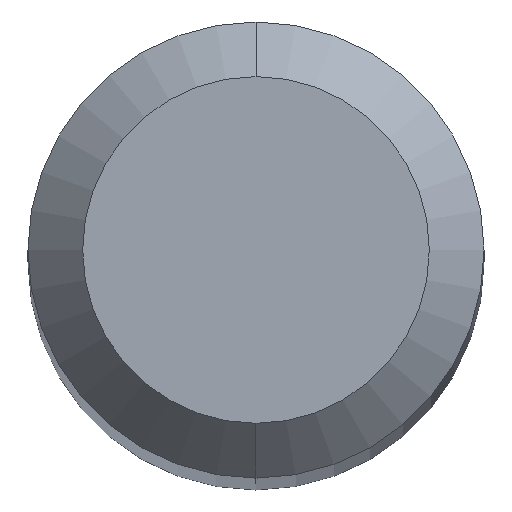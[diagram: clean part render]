
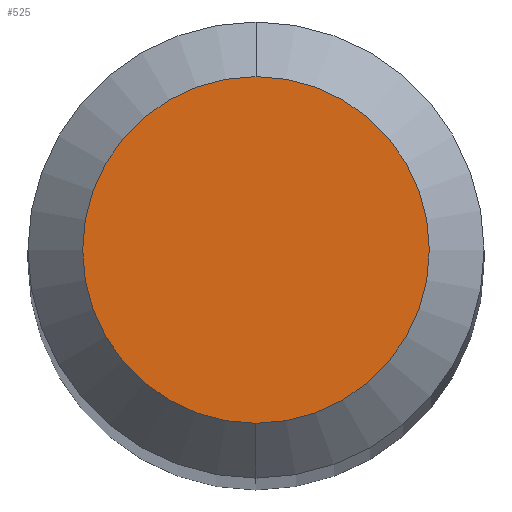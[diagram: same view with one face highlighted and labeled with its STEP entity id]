
A CAD part, top view. The second image highlights one B-rep face of the part: STEP entity #525.
In plain terms, the highlighted planar face has unit normal (0, 0, 1).
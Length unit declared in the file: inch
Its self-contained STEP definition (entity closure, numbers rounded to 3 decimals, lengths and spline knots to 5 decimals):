
#39 = CARTESIAN_POINT ( 'NONE',  ( 0., 0., 0. ) ) ;
#42 = FACE_OUTER_BOUND ( 'NONE', #254, .T. ) ;
#43 = CARTESIAN_POINT ( 'NONE',  ( 0., 0.0475, 0. ) ) ;
#86 = AXIS2_PLACEMENT_3D ( 'NONE', #39, #124, #485 ) ;
#117 = CARTESIAN_POINT ( 'NONE',  ( 0., -0.0475, 0. ) ) ;
#124 = DIRECTION ( 'NONE',  ( 0., 0., 1. ) ) ;
#127 = DIRECTION ( 'NONE',  ( 0., 0., 1. ) ) ;
#141 = DIRECTION ( 'NONE',  ( 0., 0., -1. ) ) ;
#148 = AXIS2_PLACEMENT_3D ( 'NONE', #172, #141, #277 ) ;
#172 = CARTESIAN_POINT ( 'NONE',  ( 0., 0.0475, 0. ) ) ;
#214 = PLANE ( 'NONE',  #148 ) ;
#217 = ORIENTED_EDGE ( 'NONE', *, *, #496, .T. ) ;
#228 = ORIENTED_EDGE ( 'NONE', *, *, #327, .T. ) ;
#237 = VERTEX_POINT ( 'NONE', #117 ) ;
#254 = EDGE_LOOP ( 'NONE', ( #217, #228 ) ) ;
#274 = VERTEX_POINT ( 'NONE', #43 ) ;
#277 = DIRECTION ( 'NONE',  ( 0., 1., 0. ) ) ;
#327 = EDGE_CURVE ( 'NONE', #237, #274, #475, .T. ) ;
#421 = CIRCLE ( 'NONE', #86, 0.0475 ) ;
#444 = DIRECTION ( 'NONE',  ( 0., -1., 0. ) ) ;
#475 = CIRCLE ( 'NONE', #554, 0.0475 ) ;
#485 = DIRECTION ( 'NONE',  ( 0., -1., 0. ) ) ;
#496 = EDGE_CURVE ( 'NONE', #274, #237, #421, .T. ) ;
#525 = ADVANCED_FACE ( 'NONE', ( #42 ), #214, .F. ) ;
#526 = CARTESIAN_POINT ( 'NONE',  ( 0., 0., 0. ) ) ;
#554 = AXIS2_PLACEMENT_3D ( 'NONE', #526, #127, #444 ) ;
